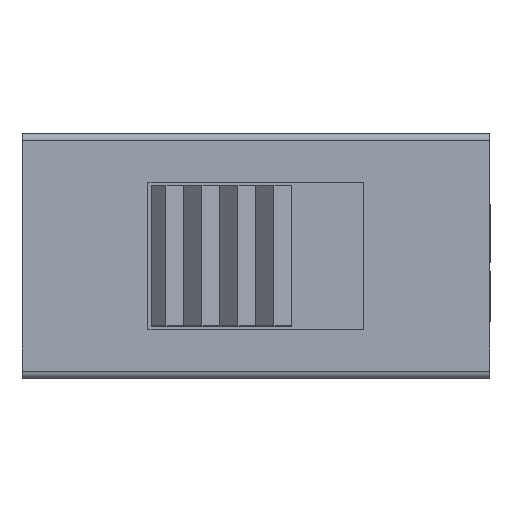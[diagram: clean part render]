
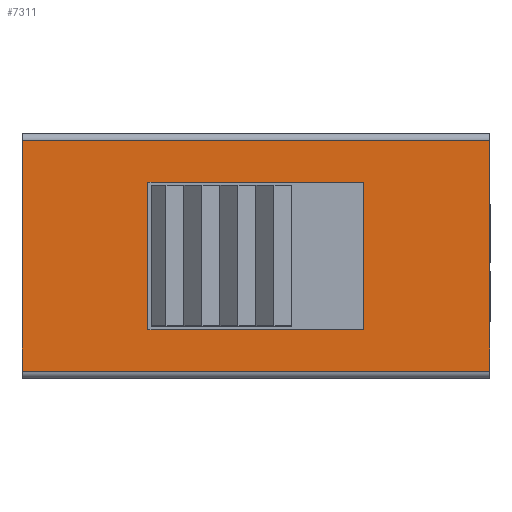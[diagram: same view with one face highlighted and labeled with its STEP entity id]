
A CAD part, top view. The second image highlights one B-rep face of the part: STEP entity #7311.
In plain terms, the highlighted planar face has unit normal (0, 0, 1).
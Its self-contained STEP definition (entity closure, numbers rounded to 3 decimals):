
#439=FACE_BOUND('',#886,.T.);
#468=FACE_OUTER_BOUND('',#885,.T.);
#885=EDGE_LOOP('',(#4731,#4732,#4733,#4734));
#886=EDGE_LOOP('',(#4735,#4736,#4737,#4738));
#1331=LINE('',#9874,#2141);
#1332=LINE('',#9876,#2142);
#1333=LINE('',#9878,#2143);
#1334=LINE('',#9879,#2144);
#1335=LINE('',#9882,#2145);
#1336=LINE('',#9884,#2146);
#1337=LINE('',#9886,#2147);
#1338=LINE('',#9887,#2148);
#2141=VECTOR('',#8207,1.);
#2142=VECTOR('',#8208,1.);
#2143=VECTOR('',#8209,1.);
#2144=VECTOR('',#8210,1.);
#2145=VECTOR('',#8211,1.);
#2146=VECTOR('',#8212,1.);
#2147=VECTOR('',#8213,1.);
#2148=VECTOR('',#8214,1.);
#2951=VERTEX_POINT('',#9872);
#2952=VERTEX_POINT('',#9873);
#2953=VERTEX_POINT('',#9875);
#2954=VERTEX_POINT('',#9877);
#2955=VERTEX_POINT('',#9880);
#2956=VERTEX_POINT('',#9881);
#2957=VERTEX_POINT('',#9883);
#2958=VERTEX_POINT('',#9885);
#3663=EDGE_CURVE('',#2951,#2952,#1331,.T.);
#3664=EDGE_CURVE('',#2952,#2953,#1332,.T.);
#3665=EDGE_CURVE('',#2953,#2954,#1333,.T.);
#3666=EDGE_CURVE('',#2954,#2951,#1334,.T.);
#3667=EDGE_CURVE('',#2955,#2956,#1335,.T.);
#3668=EDGE_CURVE('',#2957,#2955,#1336,.T.);
#3669=EDGE_CURVE('',#2958,#2957,#1337,.T.);
#3670=EDGE_CURVE('',#2956,#2958,#1338,.T.);
#4731=ORIENTED_EDGE('',*,*,#3663,.T.);
#4732=ORIENTED_EDGE('',*,*,#3664,.T.);
#4733=ORIENTED_EDGE('',*,*,#3665,.T.);
#4734=ORIENTED_EDGE('',*,*,#3666,.T.);
#4735=ORIENTED_EDGE('',*,*,#3667,.F.);
#4736=ORIENTED_EDGE('',*,*,#3668,.F.);
#4737=ORIENTED_EDGE('',*,*,#3669,.F.);
#4738=ORIENTED_EDGE('',*,*,#3670,.F.);
#6867=PLANE('',#7771);
#7311=ADVANCED_FACE('',(#468,#439),#6867,.F.);
#7771=AXIS2_PLACEMENT_3D('',#9871,#8205,#8206);
#8205=DIRECTION('center_axis',(0.,0.,-1.));
#8206=DIRECTION('ref_axis',(-1.,0.,0.));
#8207=DIRECTION('',(0.,-1.,0.));
#8208=DIRECTION('',(1.,0.,0.));
#8209=DIRECTION('',(0.,1.,0.));
#8210=DIRECTION('',(-1.,0.,0.));
#8211=DIRECTION('',(0.,1.,0.));
#8212=DIRECTION('',(1.,0.,0.));
#8213=DIRECTION('',(0.,-1.,0.));
#8214=DIRECTION('',(-1.,0.,0.));
#9871=CARTESIAN_POINT('Origin',(0.,0.,6.3));
#9872=CARTESIAN_POINT('',(-6.5,3.2,6.3));
#9873=CARTESIAN_POINT('',(-6.5,-3.2,6.3));
#9874=CARTESIAN_POINT('',(-6.5,-3.4,6.3));
#9875=CARTESIAN_POINT('',(6.5,-3.2,6.3));
#9876=CARTESIAN_POINT('',(0.,-3.2,6.3));
#9877=CARTESIAN_POINT('',(6.5,3.2,6.3));
#9878=CARTESIAN_POINT('',(6.5,-3.4,6.3));
#9879=CARTESIAN_POINT('',(0.,3.2,6.3));
#9880=CARTESIAN_POINT('',(3.,-2.05,6.3));
#9881=CARTESIAN_POINT('',(3.,2.05,6.3));
#9882=CARTESIAN_POINT('',(3.,-2.05,6.3));
#9883=CARTESIAN_POINT('',(-3.,-2.05,6.3));
#9884=CARTESIAN_POINT('',(-3.,-2.05,6.3));
#9885=CARTESIAN_POINT('',(-3.,2.05,6.3));
#9886=CARTESIAN_POINT('',(-3.,-2.05,6.3));
#9887=CARTESIAN_POINT('',(-3.,2.05,6.3));
